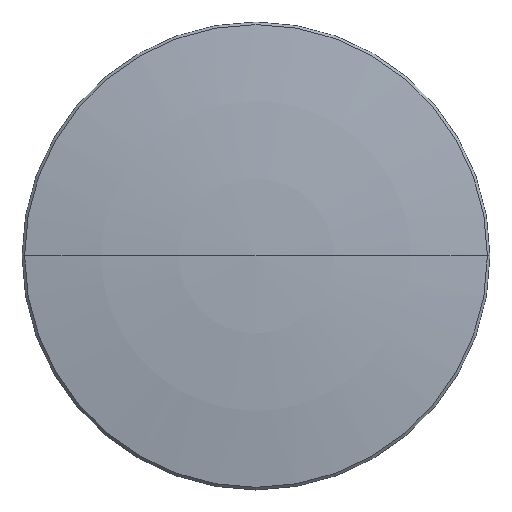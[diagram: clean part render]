
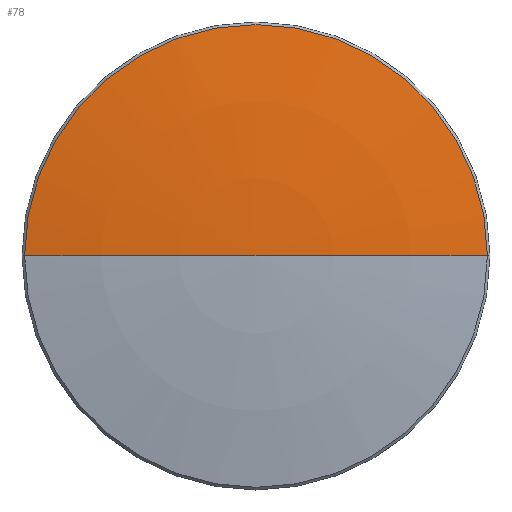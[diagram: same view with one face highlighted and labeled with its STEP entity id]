
A CAD part, top view. The second image highlights one B-rep face of the part: STEP entity #78.
In plain terms, the highlighted toroidal (fillet/blend) face has major radius 0.013 mm and minor radius 80.51 mm.
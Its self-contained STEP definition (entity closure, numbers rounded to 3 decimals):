
#20 = VERTEX_POINT ( 'NONE', #111 ) ;
#23 = EDGE_CURVE ( 'NONE', #27, #20, #109, .T. ) ;
#27 = VERTEX_POINT ( 'NONE', #215 ) ;
#48 = ORIENTED_EDGE ( 'NONE', *, *, #50, .F. ) ;
#50 = EDGE_CURVE ( 'NONE', #27, #62, #149, .T. ) ;
#62 = VERTEX_POINT ( 'NONE', #135 ) ;
#66 = EDGE_CURVE ( 'NONE', #20, #62, #136, .T. ) ;
#67 = ORIENTED_EDGE ( 'NONE', *, *, #66, .T. ) ;
#70 = ORIENTED_EDGE ( 'NONE', *, *, #23, .T. ) ;
#77 = EDGE_LOOP ( 'NONE', ( #70, #67, #48 ) ) ;
#78 = ADVANCED_FACE ( 'NONE', ( #179 ), #123, .T. ) ;
#109 = CIRCLE ( 'NONE', #115, 12.559 ) ;
#111 = CARTESIAN_POINT ( 'NONE',  ( -12.559, 0., 0.517 ) ) ;
#115 = AXIS2_PLACEMENT_3D ( 'NONE', #120, #211, #210 ) ;
#120 = CARTESIAN_POINT ( 'NONE',  ( 0., 0., 0.517 ) ) ;
#123 = TOROIDAL_SURFACE ( 'NONE', #190, -0.013, 80.51 ) ;
#129 = CARTESIAN_POINT ( 'NONE',  ( 0.013, 0., -79.005 ) ) ;
#135 = CARTESIAN_POINT ( 'NONE',  ( 0., 0., 1.505 ) ) ;
#136 = CIRCLE ( 'NONE', #187, 80.51 ) ;
#142 = DIRECTION ( 'NONE',  ( 0., 0., -1. ) ) ;
#143 = DIRECTION ( 'NONE',  ( 0., -1., 0. ) ) ;
#144 = AXIS2_PLACEMENT_3D ( 'NONE', #194, #143, #142 ) ;
#149 = CIRCLE ( 'NONE', #144, 80.51 ) ;
#170 = DIRECTION ( 'NONE',  ( 0., 0., 1. ) ) ;
#177 = DIRECTION ( 'NONE',  ( 1., 0., 0. ) ) ;
#179 = FACE_OUTER_BOUND ( 'NONE', #77, .T. ) ;
#181 = CARTESIAN_POINT ( 'NONE',  ( 0., 0., -79.005 ) ) ;
#185 = DIRECTION ( 'NONE',  ( -1., 0., 0. ) ) ;
#186 = DIRECTION ( 'NONE',  ( 0., 1., 0. ) ) ;
#187 = AXIS2_PLACEMENT_3D ( 'NONE', #129, #186, #185 ) ;
#190 = AXIS2_PLACEMENT_3D ( 'NONE', #181, #170, #177 ) ;
#194 = CARTESIAN_POINT ( 'NONE',  ( -0.013, 0., -79.005 ) ) ;
#210 = DIRECTION ( 'NONE',  ( 1., 0., 0. ) ) ;
#211 = DIRECTION ( 'NONE',  ( 0., 0., 1. ) ) ;
#215 = CARTESIAN_POINT ( 'NONE',  ( 12.559, 0., 0.517 ) ) ;
